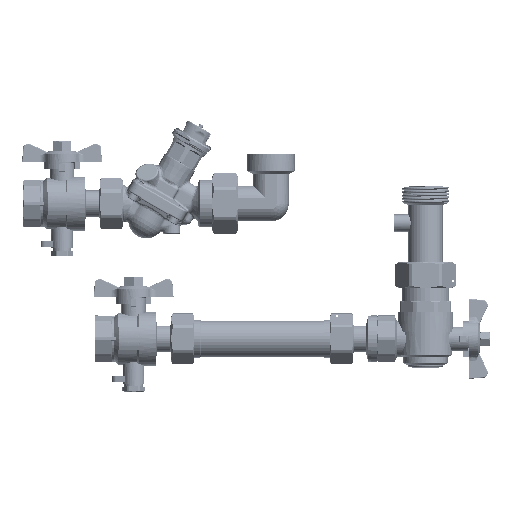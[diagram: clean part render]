
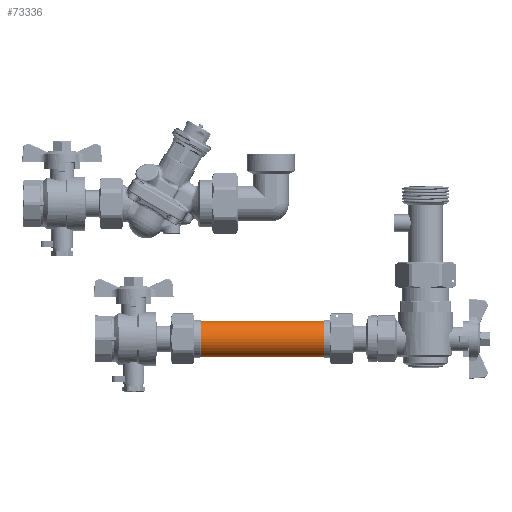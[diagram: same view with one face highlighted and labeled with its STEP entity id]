
A CAD part, top view. The second image highlights one B-rep face of the part: STEP entity #73336.
In plain terms, the highlighted cylindrical face has radius 12.7 mm (diameter 25.4 mm), a full revolution.
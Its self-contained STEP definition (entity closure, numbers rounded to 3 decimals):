
#15137=CYLINDRICAL_SURFACE('',#80655,12.7);
#16611=ORIENTED_EDGE('',*,*,#39147,.F.);
#16612=ORIENTED_EDGE('',*,*,#39149,.T.);
#39147=EDGE_CURVE('',#50458,#50458,#57773,.T.);
#39149=EDGE_CURVE('',#50460,#50460,#57775,.T.);
#50458=VERTEX_POINT('',#109952);
#50460=VERTEX_POINT('',#109957);
#57773=CIRCLE('',#80651,12.7);
#57775=CIRCLE('',#80654,12.7);
#60388=EDGE_LOOP('',(#16611));
#60389=EDGE_LOOP('',(#16612));
#65839=FACE_BOUND('',#60388,.T.);
#65840=FACE_BOUND('',#60389,.T.);
#73336=ADVANCED_FACE('',(#65839,#65840),#15137,.T.);
#80651=AXIS2_PLACEMENT_3D('',#109951,#88966,#88967);
#80654=AXIS2_PLACEMENT_3D('',#109956,#88972,#88973);
#80655=AXIS2_PLACEMENT_3D('',#109958,#88974,#88975);
#88966=DIRECTION('',(1.,0.,0.));
#88967=DIRECTION('',(0.,1.,0.));
#88972=DIRECTION('',(1.,0.,0.));
#88973=DIRECTION('',(0.,1.,0.));
#88974=DIRECTION('',(1.,0.,0.));
#88975=DIRECTION('',(0.,1.,0.));
#109951=CARTESIAN_POINT('',(134.8,0.,-11.));
#109952=CARTESIAN_POINT('',(134.8,12.7,-11.));
#109956=CARTESIAN_POINT('',(48.8,0.,-11.));
#109957=CARTESIAN_POINT('',(48.8,12.7,-11.));
#109958=CARTESIAN_POINT('',(91.8,0.,-11.));
